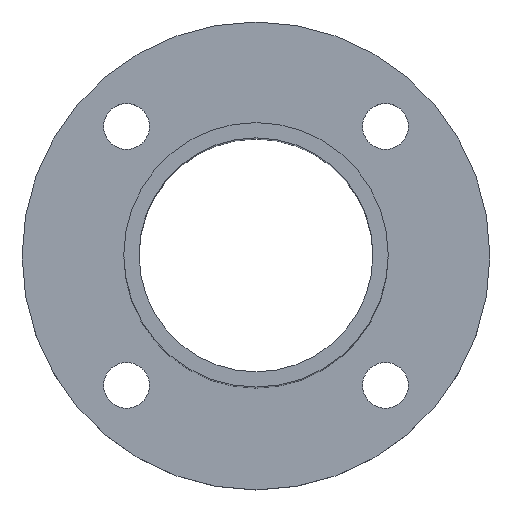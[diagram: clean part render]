
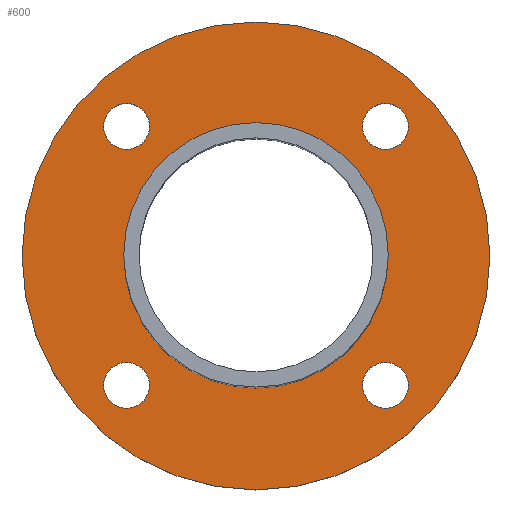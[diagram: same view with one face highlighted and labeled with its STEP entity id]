
A CAD part, top view. The second image highlights one B-rep face of the part: STEP entity #600.
In plain terms, the highlighted planar face has unit normal (0, 0, 1).
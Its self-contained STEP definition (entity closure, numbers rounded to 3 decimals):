
#11 = CARTESIAN_POINT ( 'NONE',  ( -13., 0., -28. ) ) ;
#12 = VERTEX_POINT ( 'NONE', #805 ) ;
#18 = DIRECTION ( 'NONE',  ( 0., 0., 1. ) ) ;
#28 = EDGE_LOOP ( 'NONE', ( #811, #390 ) ) ;
#31 = ORIENTED_EDGE ( 'NONE', *, *, #663, .F. ) ;
#32 = ORIENTED_EDGE ( 'NONE', *, *, #304, .T. ) ;
#40 = AXIS2_PLACEMENT_3D ( 'NONE', #135, #411, #139 ) ;
#49 = CARTESIAN_POINT ( 'NONE',  ( -14.978, -12.728, -28. ) ) ;
#51 = CIRCLE ( 'NONE', #789, 2.25 ) ;
#60 = DIRECTION ( 'NONE',  ( 1., 0., 0. ) ) ;
#65 = CIRCLE ( 'NONE', #698, 23. ) ;
#81 = AXIS2_PLACEMENT_3D ( 'NONE', #399, #544, #257 ) ;
#83 = CARTESIAN_POINT ( 'NONE',  ( -12.728, -12.728, -28. ) ) ;
#89 = DIRECTION ( 'NONE',  ( 1., 0., 0. ) ) ;
#94 = DIRECTION ( 'NONE',  ( 1., 0., 0. ) ) ;
#105 = VERTEX_POINT ( 'NONE', #690 ) ;
#116 = EDGE_CURVE ( 'NONE', #183, #604, #622, .T. ) ;
#123 = DIRECTION ( 'NONE',  ( 0., 0., 1. ) ) ;
#135 = CARTESIAN_POINT ( 'NONE',  ( 0., 0., -28. ) ) ;
#137 = CIRCLE ( 'NONE', #234, 13. ) ;
#139 = DIRECTION ( 'NONE',  ( 1., 0., 0. ) ) ;
#144 = CARTESIAN_POINT ( 'NONE',  ( 13., 0., -28. ) ) ;
#149 = CARTESIAN_POINT ( 'NONE',  ( 10.478, -12.728, -28. ) ) ;
#151 = EDGE_CURVE ( 'NONE', #177, #524, #65, .T. ) ;
#177 = VERTEX_POINT ( 'NONE', #572 ) ;
#183 = VERTEX_POINT ( 'NONE', #212 ) ;
#198 = FACE_BOUND ( 'NONE', #28, .T. ) ;
#205 = CIRCLE ( 'NONE', #845, 2.25 ) ;
#212 = CARTESIAN_POINT ( 'NONE',  ( 14.978, 12.728, -28. ) ) ;
#217 = AXIS2_PLACEMENT_3D ( 'NONE', #547, #761, #337 ) ;
#229 = DIRECTION ( 'NONE',  ( 0., 0., 1. ) ) ;
#234 = AXIS2_PLACEMENT_3D ( 'NONE', #255, #401, #474 ) ;
#247 = VERTEX_POINT ( 'NONE', #149 ) ;
#248 = CIRCLE ( 'NONE', #887, 2.25 ) ;
#255 = CARTESIAN_POINT ( 'NONE',  ( 0., 0., -28. ) ) ;
#257 = DIRECTION ( 'NONE',  ( 1., 0., 0. ) ) ;
#281 = EDGE_CURVE ( 'NONE', #247, #794, #842, .T. ) ;
#283 = CARTESIAN_POINT ( 'NONE',  ( 12.728, -12.728, -28. ) ) ;
#289 = DIRECTION ( 'NONE',  ( 0., 0., 1. ) ) ;
#298 = EDGE_CURVE ( 'NONE', #587, #885, #657, .T. ) ;
#304 = EDGE_CURVE ( 'NONE', #524, #177, #597, .T. ) ;
#311 = ORIENTED_EDGE ( 'NONE', *, *, #281, .F. ) ;
#317 = VERTEX_POINT ( 'NONE', #895 ) ;
#337 = DIRECTION ( 'NONE',  ( 1., 0., 0. ) ) ;
#359 = DIRECTION ( 'NONE',  ( 1., 0., 0. ) ) ;
#388 = VERTEX_POINT ( 'NONE', #49 ) ;
#390 = ORIENTED_EDGE ( 'NONE', *, *, #298, .F. ) ;
#394 = CARTESIAN_POINT ( 'NONE',  ( 12.728, -12.728, -28. ) ) ;
#396 = DIRECTION ( 'NONE',  ( 1., 0., 0. ) ) ;
#399 = CARTESIAN_POINT ( 'NONE',  ( 0., 0., -28. ) ) ;
#401 = DIRECTION ( 'NONE',  ( 0., 0., 1. ) ) ;
#411 = DIRECTION ( 'NONE',  ( 0., 0., 1. ) ) ;
#412 = AXIS2_PLACEMENT_3D ( 'NONE', #394, #469, #685 ) ;
#420 = EDGE_CURVE ( 'NONE', #105, #12, #248, .T. ) ;
#424 = CARTESIAN_POINT ( 'NONE',  ( -12.728, 12.728, -28. ) ) ;
#426 = CIRCLE ( 'NONE', #827, 2.25 ) ;
#456 = EDGE_LOOP ( 'NONE', ( #531, #514 ) ) ;
#457 = AXIS2_PLACEMENT_3D ( 'NONE', #617, #687, #704 ) ;
#461 = EDGE_CURVE ( 'NONE', #388, #317, #426, .T. ) ;
#469 = DIRECTION ( 'NONE',  ( 0., 0., 1. ) ) ;
#474 = DIRECTION ( 'NONE',  ( 1., 0., 0. ) ) ;
#477 = FACE_BOUND ( 'NONE', #456, .T. ) ;
#482 = FACE_OUTER_BOUND ( 'NONE', #638, .T. ) ;
#498 = EDGE_LOOP ( 'NONE', ( #31, #853 ) ) ;
#499 = DIRECTION ( 'NONE',  ( 1., 0., 0. ) ) ;
#514 = ORIENTED_EDGE ( 'NONE', *, *, #420, .F. ) ;
#524 = VERTEX_POINT ( 'NONE', #697 ) ;
#531 = ORIENTED_EDGE ( 'NONE', *, *, #593, .F. ) ;
#544 = DIRECTION ( 'NONE',  ( 0., 0., 1. ) ) ;
#547 = CARTESIAN_POINT ( 'NONE',  ( 12.728, 12.728, -28. ) ) ;
#567 = CIRCLE ( 'NONE', #749, 2.25 ) ;
#570 = ORIENTED_EDGE ( 'NONE', *, *, #693, .F. ) ;
#572 = CARTESIAN_POINT ( 'NONE',  ( -23., 0., -28. ) ) ;
#587 = VERTEX_POINT ( 'NONE', #11 ) ;
#590 = EDGE_LOOP ( 'NONE', ( #591, #745 ) ) ;
#591 = ORIENTED_EDGE ( 'NONE', *, *, #461, .F. ) ;
#593 = EDGE_CURVE ( 'NONE', #12, #105, #567, .T. ) ;
#597 = CIRCLE ( 'NONE', #457, 23. ) ;
#600 = ADVANCED_FACE ( 'NONE', ( #477, #767, #629, #905, #198, #482 ), #771, .T. ) ;
#604 = VERTEX_POINT ( 'NONE', #625 ) ;
#605 = EDGE_CURVE ( 'NONE', #885, #587, #137, .T. ) ;
#613 = ORIENTED_EDGE ( 'NONE', *, *, #151, .T. ) ;
#617 = CARTESIAN_POINT ( 'NONE',  ( 0., 0., -28. ) ) ;
#622 = CIRCLE ( 'NONE', #217, 2.25 ) ;
#625 = CARTESIAN_POINT ( 'NONE',  ( 10.478, 12.728, -28. ) ) ;
#629 = FACE_BOUND ( 'NONE', #877, .T. ) ;
#638 = EDGE_LOOP ( 'NONE', ( #613, #32 ) ) ;
#646 = DIRECTION ( 'NONE',  ( 1., 0., 0. ) ) ;
#651 = CARTESIAN_POINT ( 'NONE',  ( 0., 0., -28. ) ) ;
#657 = CIRCLE ( 'NONE', #81, 13. ) ;
#663 = EDGE_CURVE ( 'NONE', #604, #183, #51, .T. ) ;
#685 = DIRECTION ( 'NONE',  ( 1., 0., 0. ) ) ;
#687 = DIRECTION ( 'NONE',  ( 0., 0., 1. ) ) ;
#690 = CARTESIAN_POINT ( 'NONE',  ( -10.478, 12.728, -28. ) ) ;
#693 = EDGE_CURVE ( 'NONE', #794, #247, #759, .T. ) ;
#694 = CARTESIAN_POINT ( 'NONE',  ( 12.728, 12.728, -28. ) ) ;
#697 = CARTESIAN_POINT ( 'NONE',  ( 23., 0., -28. ) ) ;
#698 = AXIS2_PLACEMENT_3D ( 'NONE', #651, #18, #499 ) ;
#704 = DIRECTION ( 'NONE',  ( 1., 0., 0. ) ) ;
#717 = DIRECTION ( 'NONE',  ( 0., 0., 1. ) ) ;
#745 = ORIENTED_EDGE ( 'NONE', *, *, #774, .F. ) ;
#749 = AXIS2_PLACEMENT_3D ( 'NONE', #424, #717, #359 ) ;
#757 = CARTESIAN_POINT ( 'NONE',  ( -12.728, 12.728, -28. ) ) ;
#759 = CIRCLE ( 'NONE', #412, 2.25 ) ;
#761 = DIRECTION ( 'NONE',  ( 0., 0., 1. ) ) ;
#767 = FACE_BOUND ( 'NONE', #590, .T. ) ;
#771 = PLANE ( 'NONE',  #40 ) ;
#774 = EDGE_CURVE ( 'NONE', #317, #388, #205, .T. ) ;
#778 = DIRECTION ( 'NONE',  ( 0., 0., 1. ) ) ;
#789 = AXIS2_PLACEMENT_3D ( 'NONE', #694, #844, #60 ) ;
#794 = VERTEX_POINT ( 'NONE', #863 ) ;
#805 = CARTESIAN_POINT ( 'NONE',  ( -14.978, 12.728, -28. ) ) ;
#811 = ORIENTED_EDGE ( 'NONE', *, *, #605, .F. ) ;
#827 = AXIS2_PLACEMENT_3D ( 'NONE', #861, #229, #94 ) ;
#842 = CIRCLE ( 'NONE', #901, 2.25 ) ;
#844 = DIRECTION ( 'NONE',  ( 0., 0., 1. ) ) ;
#845 = AXIS2_PLACEMENT_3D ( 'NONE', #83, #289, #646 ) ;
#853 = ORIENTED_EDGE ( 'NONE', *, *, #116, .F. ) ;
#861 = CARTESIAN_POINT ( 'NONE',  ( -12.728, -12.728, -28. ) ) ;
#863 = CARTESIAN_POINT ( 'NONE',  ( 14.978, -12.728, -28. ) ) ;
#877 = EDGE_LOOP ( 'NONE', ( #311, #570 ) ) ;
#885 = VERTEX_POINT ( 'NONE', #144 ) ;
#887 = AXIS2_PLACEMENT_3D ( 'NONE', #757, #123, #396 ) ;
#895 = CARTESIAN_POINT ( 'NONE',  ( -10.478, -12.728, -28. ) ) ;
#901 = AXIS2_PLACEMENT_3D ( 'NONE', #283, #778, #89 ) ;
#905 = FACE_BOUND ( 'NONE', #498, .T. ) ;
